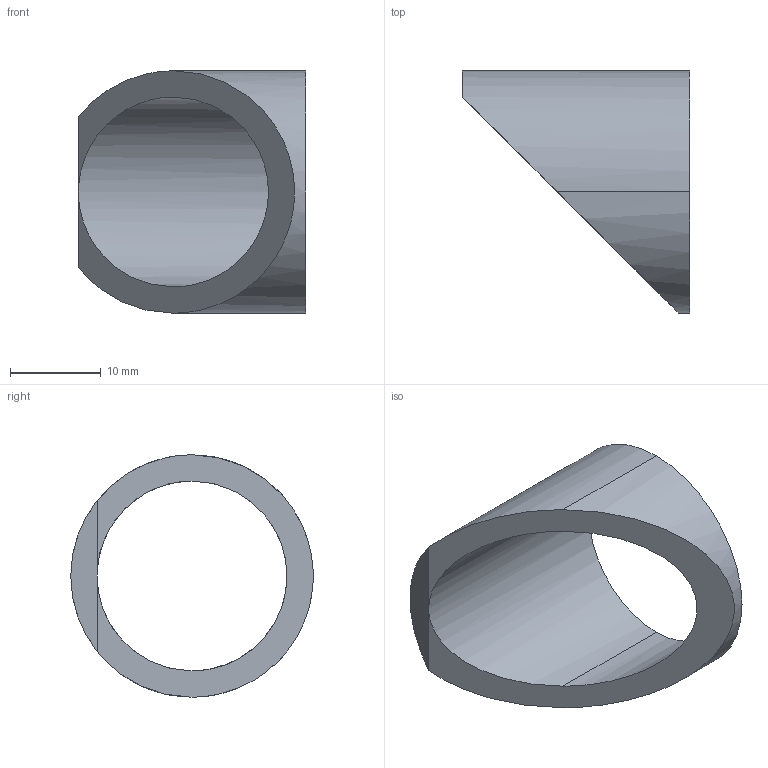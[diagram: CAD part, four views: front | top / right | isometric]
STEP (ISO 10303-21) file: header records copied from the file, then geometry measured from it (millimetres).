
FILE_DESCRIPTION (( 'STEP AP203' ), '1' );
FILE_NAME ('3674-40-25_REV_.step', '2026-02-06T22:25:31', ( '' ), ( '' ), 'SwSTEP 2.0', 'SolidWorks 2025', '' );
FILE_SCHEMA (( 'CONFIG_CONTROL_DESIGN' ));
Length unit declared in the file: millimetre
Products named in the file (1): 3674-40-25_REV_
Bounding box: 25 x 26.7 x 26.7 mm (x, y, z)
Volume: 3116.4 mm3; surface area: 2651.2 mm2
Topology: 1 solids, 1 shells, 7 faces, 17 edges, 11 vertices
Faces by surface type: cylinder 4, plane 3
Entity records: 289 total; most frequent: CARTESIAN_POINT 54, ORIENTED_EDGE 34, DIRECTION 32, EDGE_CURVE 17, AXIS2_PLACEMENT_3D 13, VERTEX_POINT 11, EDGE_LOOP 8, PERSON_AND_ORGANIZATION 8
